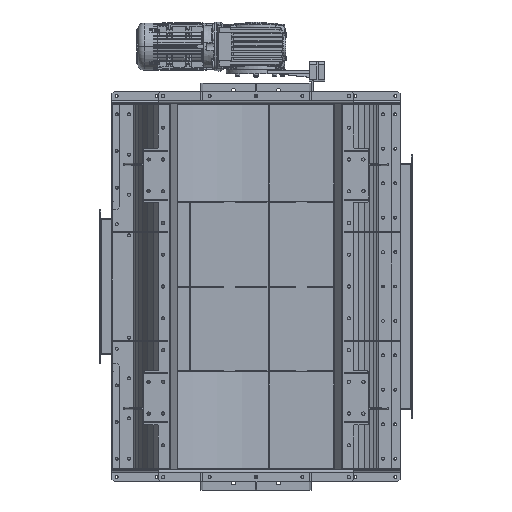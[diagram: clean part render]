
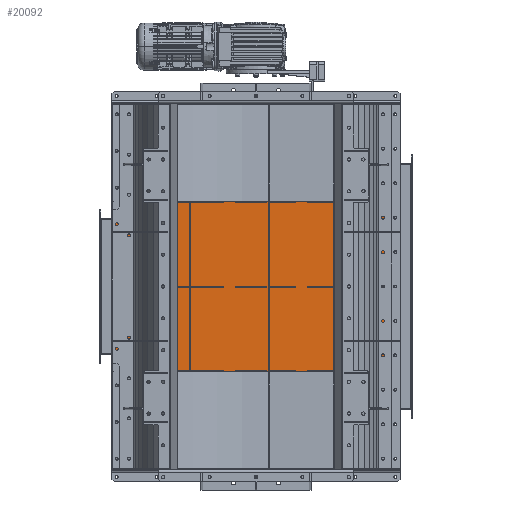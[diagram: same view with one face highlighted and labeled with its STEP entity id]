
A CAD part, front view. The second image highlights one B-rep face of the part: STEP entity #20092.
In plain terms, the highlighted planar face has unit normal (0, -1, 0).
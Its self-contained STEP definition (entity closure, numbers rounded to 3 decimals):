
#34 = DIRECTION ( 'NONE',  ( 0., 0., 1. ) ) ;
#540 = VECTOR ( 'NONE', #74088, 1000. ) ;
#608 = VERTEX_POINT ( 'NONE', #6212 ) ;
#2199 = CARTESIAN_POINT ( 'NONE',  ( 282., 638., -1153.796 ) ) ;
#4378 = EDGE_CURVE ( 'NONE', #608, #87644, #56740, .T. ) ;
#5820 = VECTOR ( 'NONE', #137208, 1000. ) ;
#6212 = CARTESIAN_POINT ( 'NONE',  ( 141., 638., -1153.796 ) ) ;
#6423 = FACE_OUTER_BOUND ( 'NONE', #30915, .T. ) ;
#7892 = CARTESIAN_POINT ( 'NONE',  ( -141., 638., -1153.796 ) ) ;
#7961 = VERTEX_POINT ( 'NONE', #90313 ) ;
#10112 = CARTESIAN_POINT ( 'NONE',  ( 282., 638., -1159.796 ) ) ;
#11242 = ORIENTED_EDGE ( 'NONE', *, *, #51072, .T. ) ;
#15643 = DIRECTION ( 'NONE',  ( 1., 0., 0. ) ) ;
#16182 = CARTESIAN_POINT ( 'NONE',  ( 347., 638., -4.4 ) ) ;
#16271 = AXIS2_PLACEMENT_3D ( 'NONE', #100801, #88330, #131335 ) ;
#16711 = ORIENTED_EDGE ( 'NONE', *, *, #88440, .T. ) ;
#17324 = CIRCLE ( 'NONE', #94826, 6. ) ;
#18304 = CARTESIAN_POINT ( 'NONE',  ( 347., 638., -1175.396 ) ) ;
#20011 = LINE ( 'NONE', #63671, #5820 ) ;
#20092 = ADVANCED_FACE ( 'NONE', ( #103505, #109999, #101455, #134066, #91739, #6423 ), #102145, .F. ) ;
#25214 = VERTEX_POINT ( 'NONE', #97674 ) ;
#26224 = VERTEX_POINT ( 'NONE', #68848 ) ;
#27260 = EDGE_CURVE ( 'NONE', #34197, #124222, #31807, .T. ) ;
#30248 = DIRECTION ( 'NONE',  ( 0., 0., 1. ) ) ;
#30824 = EDGE_LOOP ( 'NONE', ( #65220, #16711 ) ) ;
#30915 = EDGE_LOOP ( 'NONE', ( #48335, #78206, #97658, #11242 ) ) ;
#31807 = CIRCLE ( 'NONE', #16271, 6. ) ;
#32191 = VERTEX_POINT ( 'NONE', #2199 ) ;
#34197 = VERTEX_POINT ( 'NONE', #102420 ) ;
#35605 = EDGE_LOOP ( 'NONE', ( #98873, #61111 ) ) ;
#40357 = EDGE_CURVE ( 'NONE', #26224, #94482, #20011, .T. ) ;
#40988 = EDGE_CURVE ( 'NONE', #25214, #119301, #129017, .T. ) ;
#42073 = AXIS2_PLACEMENT_3D ( 'NONE', #106942, #97213, #75701 ) ;
#42590 = CARTESIAN_POINT ( 'NONE',  ( -141., 638., -1159.796 ) ) ;
#44089 = CARTESIAN_POINT ( 'NONE',  ( -282., 638., -1159.796 ) ) ;
#45281 = AXIS2_PLACEMENT_3D ( 'NONE', #57370, #108735, #98332 ) ;
#45292 = CARTESIAN_POINT ( 'NONE',  ( 0., 638., -1159.796 ) ) ;
#46847 = EDGE_LOOP ( 'NONE', ( #98530, #49183 ) ) ;
#47295 = CIRCLE ( 'NONE', #129293, 6. ) ;
#47933 = AXIS2_PLACEMENT_3D ( 'NONE', #128378, #95072, #34 ) ;
#48108 = CIRCLE ( 'NONE', #116811, 6. ) ;
#48335 = ORIENTED_EDGE ( 'NONE', *, *, #86083, .T. ) ;
#49183 = ORIENTED_EDGE ( 'NONE', *, *, #136109, .T. ) ;
#50283 = ORIENTED_EDGE ( 'NONE', *, *, #4378, .T. ) ;
#50769 = DIRECTION ( 'NONE',  ( 0., 1., 0. ) ) ;
#51072 = EDGE_CURVE ( 'NONE', #26224, #103271, #83071, .T. ) ;
#51646 = CARTESIAN_POINT ( 'NONE',  ( 0., 638., -1159.796 ) ) ;
#54366 = VERTEX_POINT ( 'NONE', #116029 ) ;
#54415 = CARTESIAN_POINT ( 'NONE',  ( 141., 638., -1165.796 ) ) ;
#54637 = LINE ( 'NONE', #64349, #540 ) ;
#55084 = EDGE_CURVE ( 'NONE', #79120, #94482, #54637, .T. ) ;
#56592 = LINE ( 'NONE', #109311, #63314 ) ;
#56740 = CIRCLE ( 'NONE', #47933, 6. ) ;
#57290 = EDGE_CURVE ( 'NONE', #118639, #54366, #47295, .T. ) ;
#57370 = CARTESIAN_POINT ( 'NONE',  ( 141., 638., -1159.796 ) ) ;
#58411 = DIRECTION ( 'NONE',  ( 0., 1., 0. ) ) ;
#61111 = ORIENTED_EDGE ( 'NONE', *, *, #27260, .T. ) ;
#62636 = ORIENTED_EDGE ( 'NONE', *, *, #65011, .T. ) ;
#63314 = VECTOR ( 'NONE', #15643, 1000. ) ;
#63671 = CARTESIAN_POINT ( 'NONE',  ( -347., 638., -4.4 ) ) ;
#64052 = DIRECTION ( 'NONE',  ( 0., 0., 1. ) ) ;
#64349 = CARTESIAN_POINT ( 'NONE',  ( 347., 638., 0. ) ) ;
#64684 = ORIENTED_EDGE ( 'NONE', *, *, #57290, .T. ) ;
#65011 = EDGE_CURVE ( 'NONE', #54366, #118639, #66400, .T. ) ;
#65220 = ORIENTED_EDGE ( 'NONE', *, *, #78873, .T. ) ;
#66400 = CIRCLE ( 'NONE', #42073, 6. ) ;
#67625 = DIRECTION ( 'NONE',  ( 0., 1., 0. ) ) ;
#68848 = CARTESIAN_POINT ( 'NONE',  ( -347., 638., -4.4 ) ) ;
#70549 = AXIS2_PLACEMENT_3D ( 'NONE', #104084, #83279, #104754 ) ;
#72761 = VECTOR ( 'NONE', #125387, 1000. ) ;
#74088 = DIRECTION ( 'NONE',  ( 0., 0., 1. ) ) ;
#75701 = DIRECTION ( 'NONE',  ( 0., 0., 1. ) ) ;
#78206 = ORIENTED_EDGE ( 'NONE', *, *, #55084, .T. ) ;
#78532 = DIRECTION ( 'NONE',  ( 0., 0., 1. ) ) ;
#78715 = DIRECTION ( 'NONE',  ( 0., 0., 1. ) ) ;
#78873 = EDGE_CURVE ( 'NONE', #32191, #7961, #48108, .T. ) ;
#79120 = VERTEX_POINT ( 'NONE', #18304 ) ;
#79469 = CARTESIAN_POINT ( 'NONE',  ( -347., 638., -1175.396 ) ) ;
#81323 = CARTESIAN_POINT ( 'NONE',  ( 0., 638., 0. ) ) ;
#82711 = AXIS2_PLACEMENT_3D ( 'NONE', #81323, #50769, #93067 ) ;
#83071 = LINE ( 'NONE', #114964, #72761 ) ;
#83279 = DIRECTION ( 'NONE',  ( 0., 1., 0. ) ) ;
#83575 = DIRECTION ( 'NONE',  ( 0., 1., 0. ) ) ;
#86083 = EDGE_CURVE ( 'NONE', #103271, #79120, #56592, .T. ) ;
#87644 = VERTEX_POINT ( 'NONE', #54415 ) ;
#88330 = DIRECTION ( 'NONE',  ( 0., 1., 0. ) ) ;
#88440 = EDGE_CURVE ( 'NONE', #7961, #32191, #117091, .T. ) ;
#90313 = CARTESIAN_POINT ( 'NONE',  ( 282., 638., -1165.796 ) ) ;
#91399 = AXIS2_PLACEMENT_3D ( 'NONE', #45292, #58411, #78532 ) ;
#91739 = FACE_BOUND ( 'NONE', #30824, .T. ) ;
#93067 = DIRECTION ( 'NONE',  ( 0., 0., 1. ) ) ;
#94482 = VERTEX_POINT ( 'NONE', #16182 ) ;
#94826 = AXIS2_PLACEMENT_3D ( 'NONE', #44089, #67625, #78715 ) ;
#95072 = DIRECTION ( 'NONE',  ( 0., 1., 0. ) ) ;
#97213 = DIRECTION ( 'NONE',  ( 0., 1., 0. ) ) ;
#97658 = ORIENTED_EDGE ( 'NONE', *, *, #40357, .F. ) ;
#97674 = CARTESIAN_POINT ( 'NONE',  ( 0., 638., -1153.796 ) ) ;
#97913 = CIRCLE ( 'NONE', #131093, 6. ) ;
#98141 = CIRCLE ( 'NONE', #45281, 6. ) ;
#98332 = DIRECTION ( 'NONE',  ( 0., 0., 1. ) ) ;
#98530 = ORIENTED_EDGE ( 'NONE', *, *, #40988, .T. ) ;
#98873 = ORIENTED_EDGE ( 'NONE', *, *, #124530, .T. ) ;
#100801 = CARTESIAN_POINT ( 'NONE',  ( -282., 638., -1159.796 ) ) ;
#101212 = ORIENTED_EDGE ( 'NONE', *, *, #119289, .T. ) ;
#101455 = FACE_BOUND ( 'NONE', #46847, .T. ) ;
#102145 = PLANE ( 'NONE',  #82711 ) ;
#102420 = CARTESIAN_POINT ( 'NONE',  ( -282., 638., -1165.796 ) ) ;
#103271 = VERTEX_POINT ( 'NONE', #79469 ) ;
#103505 = FACE_BOUND ( 'NONE', #35605, .T. ) ;
#104084 = CARTESIAN_POINT ( 'NONE',  ( 282., 638., -1159.796 ) ) ;
#104754 = DIRECTION ( 'NONE',  ( 0., 0., 1. ) ) ;
#106942 = CARTESIAN_POINT ( 'NONE',  ( -141., 638., -1159.796 ) ) ;
#108735 = DIRECTION ( 'NONE',  ( 0., 1., 0. ) ) ;
#109311 = CARTESIAN_POINT ( 'NONE',  ( -347., 638., -1175.396 ) ) ;
#109999 = FACE_BOUND ( 'NONE', #111498, .T. ) ;
#111498 = EDGE_LOOP ( 'NONE', ( #64684, #62636 ) ) ;
#114964 = CARTESIAN_POINT ( 'NONE',  ( -347., 638., 0. ) ) ;
#116029 = CARTESIAN_POINT ( 'NONE',  ( -141., 638., -1165.796 ) ) ;
#116811 = AXIS2_PLACEMENT_3D ( 'NONE', #10112, #116916, #30248 ) ;
#116916 = DIRECTION ( 'NONE',  ( 0., 1., 0. ) ) ;
#117091 = CIRCLE ( 'NONE', #70549, 6. ) ;
#118639 = VERTEX_POINT ( 'NONE', #7892 ) ;
#119289 = EDGE_CURVE ( 'NONE', #87644, #608, #98141, .T. ) ;
#119301 = VERTEX_POINT ( 'NONE', #119804 ) ;
#119804 = CARTESIAN_POINT ( 'NONE',  ( 0., 638., -1165.796 ) ) ;
#123255 = CARTESIAN_POINT ( 'NONE',  ( -282., 638., -1153.796 ) ) ;
#124222 = VERTEX_POINT ( 'NONE', #123255 ) ;
#124530 = EDGE_CURVE ( 'NONE', #124222, #34197, #17324, .T. ) ;
#125387 = DIRECTION ( 'NONE',  ( 0., 0., -1. ) ) ;
#126529 = DIRECTION ( 'NONE',  ( 0., 1., 0. ) ) ;
#128378 = CARTESIAN_POINT ( 'NONE',  ( 141., 638., -1159.796 ) ) ;
#129017 = CIRCLE ( 'NONE', #91399, 6. ) ;
#129293 = AXIS2_PLACEMENT_3D ( 'NONE', #42590, #126529, #64052 ) ;
#131093 = AXIS2_PLACEMENT_3D ( 'NONE', #51646, #83575, #134937 ) ;
#131335 = DIRECTION ( 'NONE',  ( 0., 0., 1. ) ) ;
#133647 = EDGE_LOOP ( 'NONE', ( #50283, #101212 ) ) ;
#134066 = FACE_BOUND ( 'NONE', #133647, .T. ) ;
#134937 = DIRECTION ( 'NONE',  ( 0., 0., 1. ) ) ;
#136109 = EDGE_CURVE ( 'NONE', #119301, #25214, #97913, .T. ) ;
#137208 = DIRECTION ( 'NONE',  ( 1., 0., 0. ) ) ;
